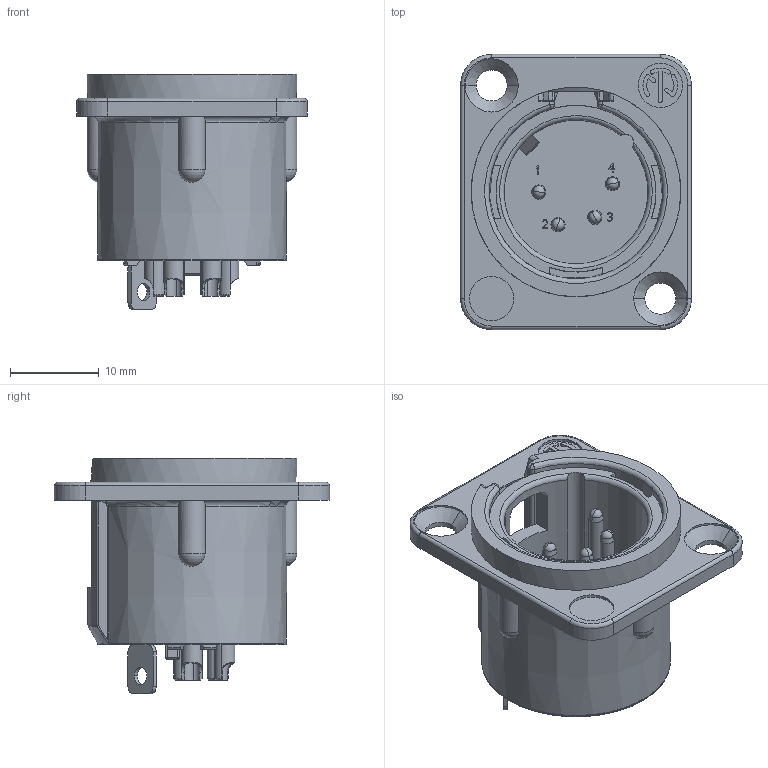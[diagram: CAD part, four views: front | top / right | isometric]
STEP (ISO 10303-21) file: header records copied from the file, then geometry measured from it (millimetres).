
FILE_DESCRIPTION((''),'2;1');
FILE_NAME('NC4MD-L-B-1','2022-09-28T08:52:20',('elias.feurle'),(''),'CREO PARAMETRIC BY PTC INC, 2021184','CREO PARAMETRIC BY PTC INC, 2021184','');
FILE_SCHEMA(('AUTOMOTIVE_DESIGN { 1 0 10303 214 1 1 1 1 }'));
Length unit declared in the file: millimetre
Products named in the file (1): NC4MD-L-B-1
Bounding box: 26 x 31 x 26.5 mm (x, y, z)
Volume: 5209.7 mm3; surface area: 6064.8 mm2
Topology: 1 solids, 1 shells, 976 faces, 2632 edges, 1700 vertices
Faces by surface type: plane 724, cylinder 138, cone 32, bspline 30, sphere 27, torus 25
Entity records: 39779 total; most frequent: CARTESIAN_POINT 7305, ORIENTED_EDGE 5248, DIRECTION 4725, PRESENTATION_STYLE_ASSIGNMENT 2625, STYLED_ITEM 2625, CURVE_STYLE 2624, EDGE_CURVE 2624, VECTOR 2091
